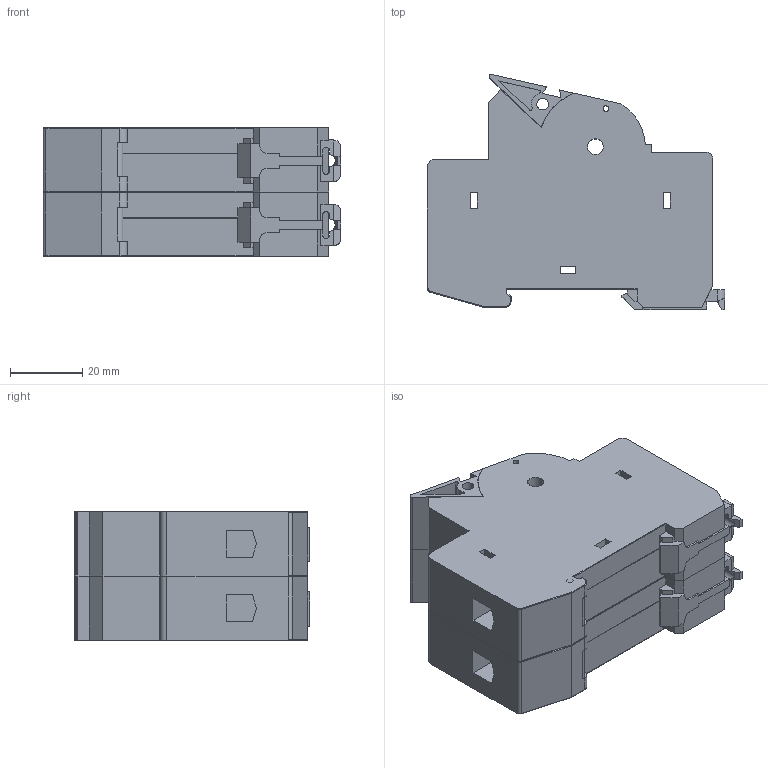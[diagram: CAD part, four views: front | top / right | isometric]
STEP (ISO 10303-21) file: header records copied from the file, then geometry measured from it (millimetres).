
FILE_DESCRIPTION (( 'STEP AP214' ), '1' );
FILE_NAME ('Ïðåäîõðàíèòåëü-ðàçúåäèíèòåëü ñ èíäèêàöèåé ÏÐ32 2P 10õ38 32À ÈÝÊ.STEP', '2017-03-23T08:11:49', ( 'user' ), ( '' ), 'SwSTEP 2.0', 'SolidWorks 2014', '' );
FILE_SCHEMA (( 'AUTOMOTIVE_DESIGN' ));
Length unit declared in the file: millimetre
Products named in the file (1): Ïðåäîõðàíèòåëü-ðàçúåäèíèòåëü ñ èíäèêàöèåé ÏÐ32 2P 10õ38 32À ÈÝÊ
Bounding box: 82.24 x 65.04 x 35.6 mm (x, y, z)
Volume: 129259.1 mm3; surface area: 34650.2 mm2
Topology: 2 solids, 10 shells, 458 faces, 1228 edges, 800 vertices
Faces by surface type: plane 342, cylinder 104, bspline 12
Full cylindrical faces by diameter (mm): 1.6 x4, 3.2 x2, 4.4 x2, 7.2 x4
Entity records: 19319 total; most frequent: CARTESIAN_POINT 2797, ORIENTED_EDGE 2424, DIRECTION 2260, EDGE_CURVE 1212, VECTOR 982, LINE 982, VERTEX_POINT 796, AXIS2_PLACEMENT_3D 639
